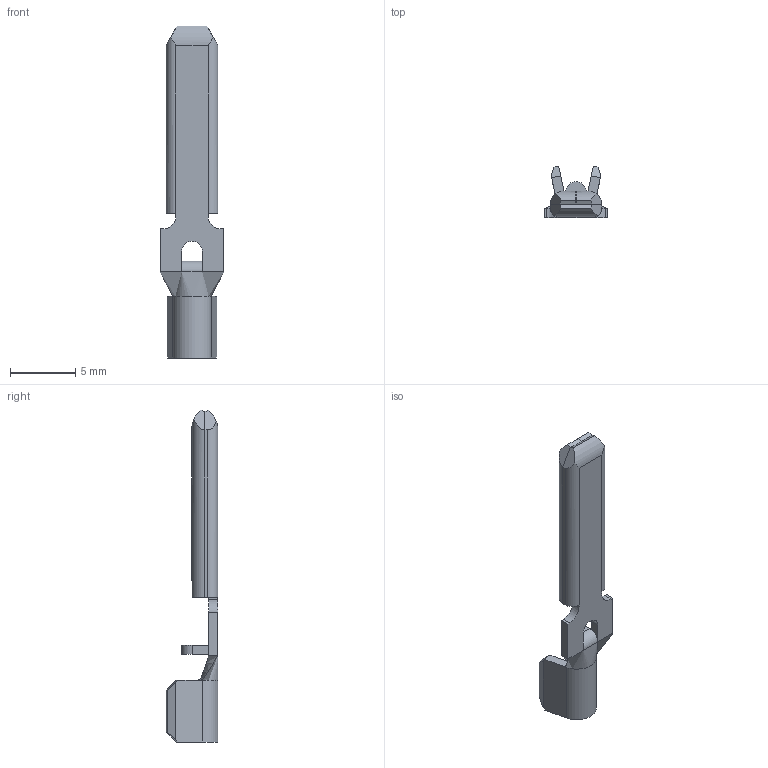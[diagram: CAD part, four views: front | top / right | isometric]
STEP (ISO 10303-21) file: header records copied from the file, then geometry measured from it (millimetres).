
FILE_DESCRIPTION (( 'STEP AP203' ), '1' );
FILE_NAME ('14280.STEP', '2015-02-05T14:01:48', ( '' ), ( '' ), 'SwSTEP 2.0', 'SolidWorks 2014', '' );
FILE_SCHEMA (( 'CONFIG_CONTROL_DESIGN' ));
Length unit declared in the file: inch
Products named in the file (1): 14280
Bounding box: 4.89 x 3.96 x 25.48 mm (x, y, z)
Volume: 127.3 mm3; surface area: 421.1 mm2
Topology: 1 solids, 1 shells, 152 faces, 390 edges, 236 vertices
Faces by surface type: plane 89, cylinder 36, bspline 18, cone 9
Entity records: 4848 total; most frequent: CARTESIAN_POINT 1263, ORIENTED_EDGE 776, DIRECTION 669, EDGE_CURVE 388, LINE 273, VECTOR 273, VERTEX_POINT 236, AXIS2_PLACEMENT_3D 198
